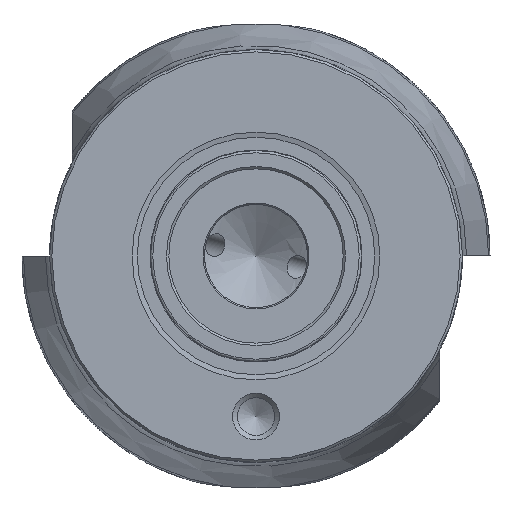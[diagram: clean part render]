
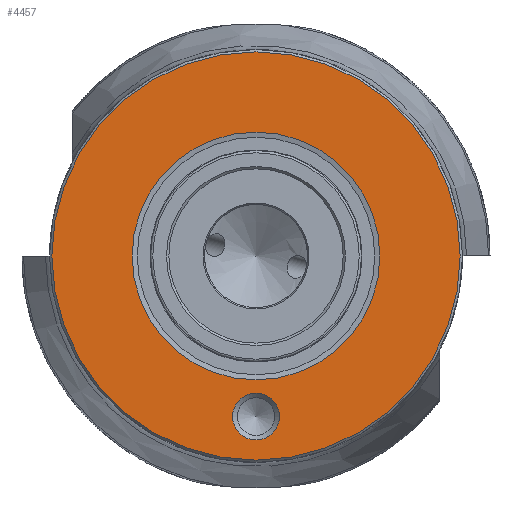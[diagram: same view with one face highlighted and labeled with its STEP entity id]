
A CAD part, left-side view. The second image highlights one B-rep face of the part: STEP entity #4457.
In plain terms, the highlighted planar face has unit normal (-1, 0, 0).
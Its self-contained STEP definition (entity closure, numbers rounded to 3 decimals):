
#205=FACE_BOUND('',#717,.T.);
#206=FACE_BOUND('',#718,.T.);
#234=PLANE('',#4735);
#465=FACE_OUTER_BOUND('',#716,.T.);
#716=EDGE_LOOP('',(#3027));
#717=EDGE_LOOP('',(#3028));
#718=EDGE_LOOP('',(#3029));
#1620=CIRCLE('',#4730,5.1);
#1624=CIRCLE('',#4736,44.5);
#1625=CIRCLE('',#4737,27.);
#1835=VERTEX_POINT('',#6873);
#1839=VERTEX_POINT('',#6885);
#1840=VERTEX_POINT('',#6887);
#2308=EDGE_CURVE('',#1835,#1835,#1620,.T.);
#2314=EDGE_CURVE('',#1839,#1839,#1624,.T.);
#2315=EDGE_CURVE('',#1840,#1840,#1625,.T.);
#3027=ORIENTED_EDGE('',*,*,#2314,.F.);
#3028=ORIENTED_EDGE('',*,*,#2315,.T.);
#3029=ORIENTED_EDGE('',*,*,#2308,.F.);
#4457=ADVANCED_FACE('',(#465,#205,#206),#234,.T.);
#4730=AXIS2_PLACEMENT_3D('',#6874,#5342,#5343);
#4735=AXIS2_PLACEMENT_3D('',#6884,#5354,#5355);
#4736=AXIS2_PLACEMENT_3D('',#6886,#5356,#5357);
#4737=AXIS2_PLACEMENT_3D('',#6888,#5358,#5359);
#5342=DIRECTION('center_axis',(-1.,0.,0.));
#5343=DIRECTION('ref_axis',(0.,0.,-1.));
#5354=DIRECTION('center_axis',(-1.,0.,0.));
#5355=DIRECTION('ref_axis',(0.,0.,1.));
#5356=DIRECTION('center_axis',(1.,0.,0.));
#5357=DIRECTION('ref_axis',(0.,-1.,0.));
#5358=DIRECTION('center_axis',(1.,0.,0.));
#5359=DIRECTION('ref_axis',(0.,0.,-1.));
#6873=CARTESIAN_POINT('',(0.,0.,-29.9));
#6874=CARTESIAN_POINT('Origin',(0.,0.,-35.));
#6884=CARTESIAN_POINT('Origin',(0.,45.,0.));
#6885=CARTESIAN_POINT('',(0.,44.5,0.));
#6886=CARTESIAN_POINT('Origin',(0.,0.,0.));
#6887=CARTESIAN_POINT('',(0.,-27.,0.));
#6888=CARTESIAN_POINT('Origin',(0.,0.,0.));
